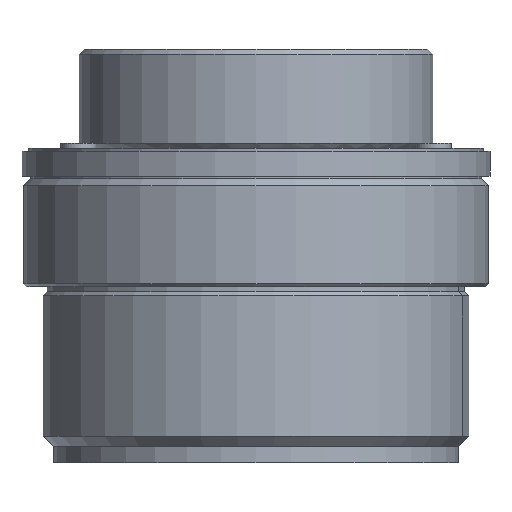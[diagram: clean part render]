
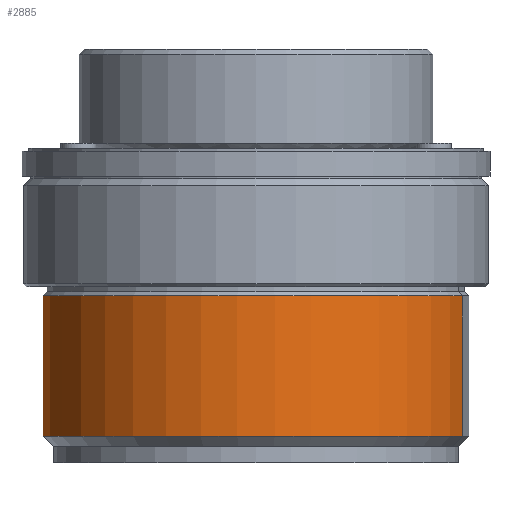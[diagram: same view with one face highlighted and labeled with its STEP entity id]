
A CAD part, front view. The second image highlights one B-rep face of the part: STEP entity #2885.
In plain terms, the highlighted cylindrical face has radius 21.15 mm (diameter 42.3 mm), a partial arc.
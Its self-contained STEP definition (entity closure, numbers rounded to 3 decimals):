
#1 = EDGE_CURVE ( 'NONE', #1763, #832, #4264, .T. ) ;
#21 = DIRECTION ( 'NONE',  ( -0.966, 0.259, 0. ) ) ;
#264 = AXIS2_PLACEMENT_3D ( 'NONE', #2790, #4499, #658 ) ;
#339 = CARTESIAN_POINT ( 'NONE',  ( -20.429, 5.474, -83.121 ) ) ;
#658 = DIRECTION ( 'NONE',  ( 0.966, -0.259, 0. ) ) ;
#722 = DIRECTION ( 'NONE',  ( 0., 0., 1. ) ) ;
#726 = AXIS2_PLACEMENT_3D ( 'NONE', #4556, #2277, #21 ) ;
#798 = CIRCLE ( 'NONE', #726, 21.15 ) ;
#832 = VERTEX_POINT ( 'NONE', #4319 ) ;
#924 = VECTOR ( 'NONE', #2082, 1000. ) ;
#1165 = CARTESIAN_POINT ( 'NONE',  ( 20.429, -5.474, -83.121 ) ) ;
#1232 = EDGE_CURVE ( 'NONE', #832, #1603, #4786, .T. ) ;
#1282 = VECTOR ( 'NONE', #722, 1000. ) ;
#1603 = VERTEX_POINT ( 'NONE', #2098 ) ;
#1763 = VERTEX_POINT ( 'NONE', #2413 ) ;
#2082 = DIRECTION ( 'NONE',  ( 0., 0., 1. ) ) ;
#2098 = CARTESIAN_POINT ( 'NONE',  ( 20.429, -5.474, -8.4 ) ) ;
#2277 = DIRECTION ( 'NONE',  ( 0., 0., -1. ) ) ;
#2302 = DIRECTION ( 'NONE',  ( 0.966, -0.259, 0. ) ) ;
#2344 = EDGE_CURVE ( 'NONE', #1763, #2863, #2938, .T. ) ;
#2413 = CARTESIAN_POINT ( 'NONE',  ( -20.429, 5.474, -22.3 ) ) ;
#2596 = CARTESIAN_POINT ( 'NONE',  ( -20.429, 5.474, -8.4 ) ) ;
#2785 = ORIENTED_EDGE ( 'NONE', *, *, #1, .T. ) ;
#2790 = CARTESIAN_POINT ( 'NONE',  ( 0., 0., -83.121 ) ) ;
#2805 = FACE_OUTER_BOUND ( 'NONE', #2930, .T. ) ;
#2863 = VERTEX_POINT ( 'NONE', #2596 ) ;
#2885 = ADVANCED_FACE ( 'NONE', ( #2805 ), #4604, .T. ) ;
#2930 = EDGE_LOOP ( 'NONE', ( #3435, #2785, #3748, #4060 ) ) ;
#2938 = LINE ( 'NONE', #339, #924 ) ;
#3314 = AXIS2_PLACEMENT_3D ( 'NONE', #3474, #4831, #2302 ) ;
#3435 = ORIENTED_EDGE ( 'NONE', *, *, #2344, .F. ) ;
#3474 = CARTESIAN_POINT ( 'NONE',  ( 0., 0., -22.3 ) ) ;
#3748 = ORIENTED_EDGE ( 'NONE', *, *, #1232, .T. ) ;
#4060 = ORIENTED_EDGE ( 'NONE', *, *, #4330, .T. ) ;
#4264 = CIRCLE ( 'NONE', #3314, 21.15 ) ;
#4319 = CARTESIAN_POINT ( 'NONE',  ( 20.429, -5.474, -22.3 ) ) ;
#4330 = EDGE_CURVE ( 'NONE', #1603, #2863, #798, .T. ) ;
#4499 = DIRECTION ( 'NONE',  ( 0., 0., 1. ) ) ;
#4556 = CARTESIAN_POINT ( 'NONE',  ( 0., 0., -8.4 ) ) ;
#4604 = CYLINDRICAL_SURFACE ( 'NONE', #264, 21.15 ) ;
#4786 = LINE ( 'NONE', #1165, #1282 ) ;
#4831 = DIRECTION ( 'NONE',  ( 0., 0., 1. ) ) ;
